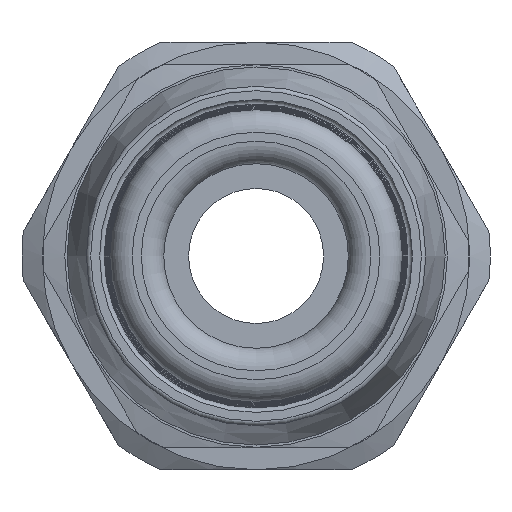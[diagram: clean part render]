
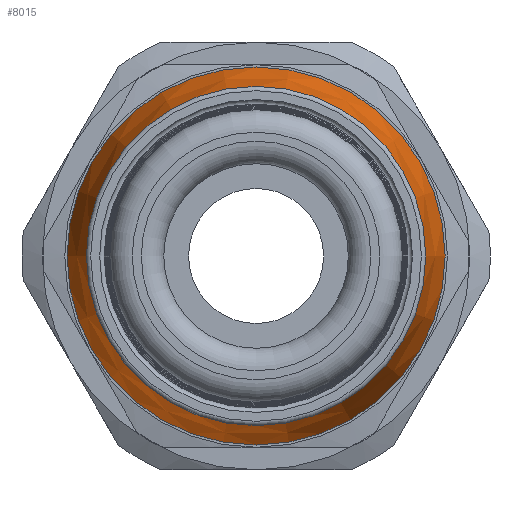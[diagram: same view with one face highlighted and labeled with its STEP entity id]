
A CAD part, left-side view. The second image highlights one B-rep face of the part: STEP entity #8015.
In plain terms, the highlighted conical face has half-angle 15 degrees and reference radius 7.97 mm.
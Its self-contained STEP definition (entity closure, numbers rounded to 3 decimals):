
#1422=CONICAL_SURFACE('',#8943,7.97,15.);
#1823=FACE_BOUND('',#2837,.T.);
#2296=FACE_OUTER_BOUND('',#2836,.T.);
#2836=EDGE_LOOP('',(#7336));
#2837=EDGE_LOOP('',(#7337));
#3336=CIRCLE('',#8942,7.539);
#3337=CIRCLE('',#8944,8.4);
#4112=VERTEX_POINT('',#14410);
#4113=VERTEX_POINT('',#14413);
#5231=EDGE_CURVE('',#4112,#4112,#3336,.T.);
#5232=EDGE_CURVE('',#4113,#4113,#3337,.T.);
#7336=ORIENTED_EDGE('',*,*,#5232,.F.);
#7337=ORIENTED_EDGE('',*,*,#5231,.T.);
#8015=ADVANCED_FACE('',(#2296,#1823),#1422,.T.);
#8942=AXIS2_PLACEMENT_3D('',#14411,#11285,#11286);
#8943=AXIS2_PLACEMENT_3D('',#14412,#11287,#11288);
#8944=AXIS2_PLACEMENT_3D('',#14414,#11289,#11290);
#11285=DIRECTION('center_axis',(1.,0.,0.));
#11286=DIRECTION('ref_axis',(0.,0.,-1.));
#11287=DIRECTION('center_axis',(1.,0.,0.));
#11288=DIRECTION('ref_axis',(0.,1.,0.));
#11289=DIRECTION('center_axis',(1.,0.,0.));
#11290=DIRECTION('ref_axis',(0.,0.,-1.));
#14410=CARTESIAN_POINT('',(7.448,7.539,0.));
#14411=CARTESIAN_POINT('Origin',(7.448,0.,0.));
#14412=CARTESIAN_POINT('Origin',(9.054,0.,0.));
#14413=CARTESIAN_POINT('',(10.66,8.4,0.));
#14414=CARTESIAN_POINT('Origin',(10.66,0.,0.));
